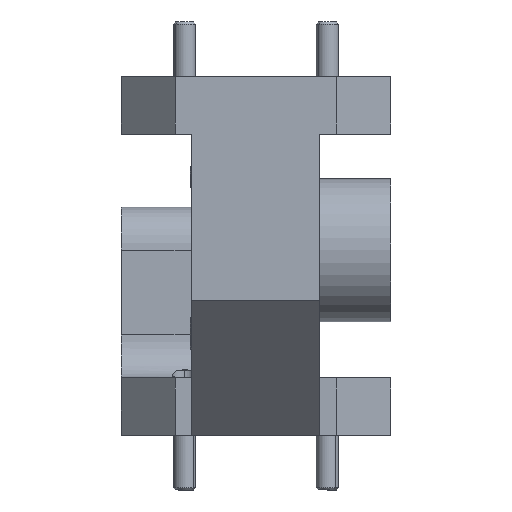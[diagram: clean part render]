
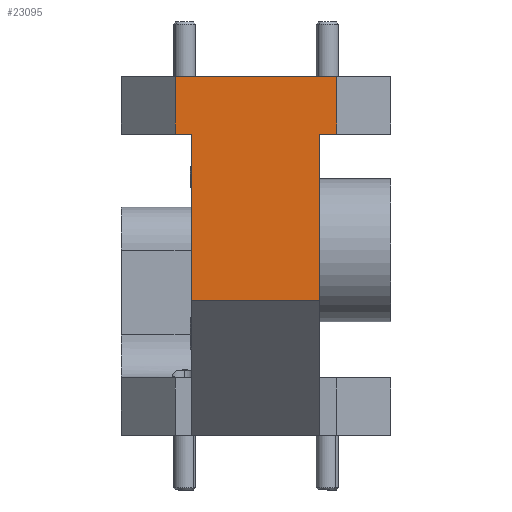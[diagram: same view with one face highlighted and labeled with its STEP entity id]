
A CAD part, left-side view. The second image highlights one B-rep face of the part: STEP entity #23095.
In plain terms, the highlighted planar face has unit normal (-1, 0, 0).
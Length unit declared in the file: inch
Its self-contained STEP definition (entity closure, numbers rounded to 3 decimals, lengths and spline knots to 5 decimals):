
#647 = ORIENTED_EDGE ( 'NONE', *, *, #38073, .T. ) ;
#2238 = EDGE_CURVE ( 'NONE', #38285, #6406, #12134, .T. ) ;
#2325 = VECTOR ( 'NONE', #9115, 39.37008 ) ;
#2980 = CARTESIAN_POINT ( 'NONE',  ( -1.809, -1.28083, 0.64486 ) ) ;
#3127 = CARTESIAN_POINT ( 'NONE',  ( -1.809, 1.02797, 1.10986 ) ) ;
#3228 = VERTEX_POINT ( 'NONE', #17700 ) ;
#4247 = VECTOR ( 'NONE', #13083, 39.37008 ) ;
#4448 = DIRECTION ( 'NONE',  ( 0., 0., 1. ) ) ;
#4624 = ORIENTED_EDGE ( 'NONE', *, *, #9936, .T. ) ;
#4755 = LINE ( 'NONE', #14446, #10773 ) ;
#5098 = ORIENTED_EDGE ( 'NONE', *, *, #6769, .T. ) ;
#6406 = VERTEX_POINT ( 'NONE', #11640 ) ;
#6730 = CARTESIAN_POINT ( 'NONE',  ( -1.809, -0.92383, 1.26986 ) ) ;
#6769 = EDGE_CURVE ( 'NONE', #3228, #9234, #18106, .T. ) ;
#7102 = CARTESIAN_POINT ( 'NONE',  ( -1.809, -0.87933, 1.10986 ) ) ;
#7327 = ORIENTED_EDGE ( 'NONE', *, *, #26839, .T. ) ;
#9115 = DIRECTION ( 'NONE',  ( 0., 0., -1. ) ) ;
#9234 = VERTEX_POINT ( 'NONE', #7102 ) ;
#9936 = EDGE_CURVE ( 'NONE', #37689, #3228, #32214, .T. ) ;
#9988 = VECTOR ( 'NONE', #14670, 39.37008 ) ;
#10125 = VECTOR ( 'NONE', #4448, 39.37008 ) ;
#10161 = VECTOR ( 'NONE', #24699, 39.37008 ) ;
#10773 = VECTOR ( 'NONE', #25956, 39.37008 ) ;
#11505 = LINE ( 'NONE', #15875, #10125 ) ;
#11640 = CARTESIAN_POINT ( 'NONE',  ( -1.809, -1.28083, 1.10986 ) ) ;
#11912 = DIRECTION ( 'NONE',  ( 0., 0., 1. ) ) ;
#12134 = LINE ( 'NONE', #24981, #4247 ) ;
#13083 = DIRECTION ( 'NONE',  ( 0., 1., 0. ) ) ;
#14446 = CARTESIAN_POINT ( 'NONE',  ( -1.809, -1.28083, 0.64486 ) ) ;
#14670 = DIRECTION ( 'NONE',  ( 0., -1., 0. ) ) ;
#15014 = EDGE_CURVE ( 'NONE', #6406, #21633, #21885, .T. ) ;
#15118 = EDGE_CURVE ( 'NONE', #21633, #21564, #4755, .T. ) ;
#15875 = CARTESIAN_POINT ( 'NONE',  ( -1.809, -1.32983, 0.64486 ) ) ;
#17317 = ORIENTED_EDGE ( 'NONE', *, *, #26319, .F. ) ;
#17700 = CARTESIAN_POINT ( 'NONE',  ( -1.809, -0.87933, 1.26986 ) ) ;
#17932 = CARTESIAN_POINT ( 'NONE',  ( -1.809, -0.87933, 1.26986 ) ) ;
#18106 = LINE ( 'NONE', #17932, #2325 ) ;
#19759 = CARTESIAN_POINT ( 'NONE',  ( -1.809, -1.28083, 0.64486 ) ) ;
#19936 = CARTESIAN_POINT ( 'NONE',  ( -1.809, -1.32983, 1.26986 ) ) ;
#21352 = CARTESIAN_POINT ( 'NONE',  ( -1.809, -0.92383, 1.10986 ) ) ;
#21564 = VERTEX_POINT ( 'NONE', #32629 ) ;
#21633 = VERTEX_POINT ( 'NONE', #36709 ) ;
#21885 = LINE ( 'NONE', #19759, #34355 ) ;
#21908 = AXIS2_PLACEMENT_3D ( 'NONE', #2980, #29643, #11912 ) ;
#23095 = ADVANCED_FACE ( 'NONE', ( #33468 ), #35564, .F. ) ;
#23235 = ORIENTED_EDGE ( 'NONE', *, *, #2238, .F. ) ;
#23256 = DIRECTION ( 'NONE',  ( 0., 1., 0. ) ) ;
#24699 = DIRECTION ( 'NONE',  ( 0., 0., 1. ) ) ;
#24981 = CARTESIAN_POINT ( 'NONE',  ( -1.809, -1.47983, 1.10986 ) ) ;
#25702 = DIRECTION ( 'NONE',  ( 0., 0., -1. ) ) ;
#25746 = LINE ( 'NONE', #3127, #9988 ) ;
#25766 = VECTOR ( 'NONE', #23256, 39.37008 ) ;
#25952 = CARTESIAN_POINT ( 'NONE',  ( -1.809, -1.28083, 1.26986 ) ) ;
#25956 = DIRECTION ( 'NONE',  ( 0., 1., 0. ) ) ;
#26319 = EDGE_CURVE ( 'NONE', #21564, #27495, #38350, .T. ) ;
#26839 = EDGE_CURVE ( 'NONE', #38285, #37689, #11505, .T. ) ;
#27495 = VERTEX_POINT ( 'NONE', #21352 ) ;
#29643 = DIRECTION ( 'NONE',  ( 1., 0., 0. ) ) ;
#31040 = CARTESIAN_POINT ( 'NONE',  ( -1.809, -1.32983, 1.10986 ) ) ;
#31127 = EDGE_LOOP ( 'NONE', ( #23235, #7327, #4624, #5098, #647, #17317, #38053, #36880 ) ) ;
#32214 = LINE ( 'NONE', #25952, #25766 ) ;
#32629 = CARTESIAN_POINT ( 'NONE',  ( -1.809, -0.92383, 0.64486 ) ) ;
#33468 = FACE_OUTER_BOUND ( 'NONE', #31127, .T. ) ;
#34355 = VECTOR ( 'NONE', #25702, 39.37008 ) ;
#35564 = PLANE ( 'NONE',  #21908 ) ;
#36709 = CARTESIAN_POINT ( 'NONE',  ( -1.809, -1.28083, 0.64486 ) ) ;
#36880 = ORIENTED_EDGE ( 'NONE', *, *, #15014, .F. ) ;
#37689 = VERTEX_POINT ( 'NONE', #19936 ) ;
#38053 = ORIENTED_EDGE ( 'NONE', *, *, #15118, .F. ) ;
#38073 = EDGE_CURVE ( 'NONE', #9234, #27495, #25746, .T. ) ;
#38285 = VERTEX_POINT ( 'NONE', #31040 ) ;
#38350 = LINE ( 'NONE', #6730, #10161 ) ;
